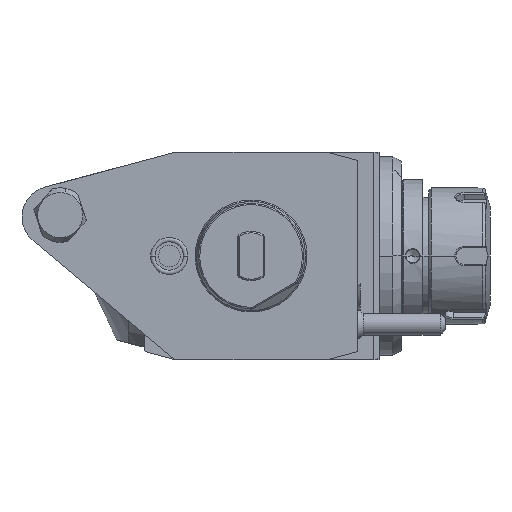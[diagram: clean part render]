
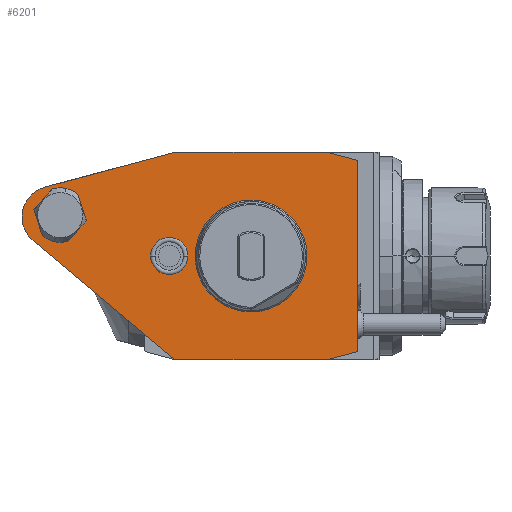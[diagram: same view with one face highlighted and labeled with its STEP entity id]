
A CAD part, front view. The second image highlights one B-rep face of the part: STEP entity #6201.
In plain terms, the highlighted planar face has unit normal (0, -1, 0).
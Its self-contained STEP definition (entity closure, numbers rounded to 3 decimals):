
#1=DIRECTION('',(-0.966,0.,-0.259));
#2=VECTOR('',#1,49.264);
#3=CARTESIAN_POINT('',(-28.,0.,38.));
#4=LINE('',#3,#2);
#5=DIRECTION('',(-1.,0.,0.));
#6=VECTOR('',#5,56.);
#7=CARTESIAN_POINT('',(28.,0.,38.));
#8=LINE('',#7,#6);
#9=DIRECTION('',(-0.966,0.,0.259));
#10=VECTOR('',#9,11.388);
#11=CARTESIAN_POINT('',(39.,0.,35.053));
#12=LINE('',#11,#10);
#13=DIRECTION('',(0.,0.,1.));
#14=VECTOR('',#13,70.105);
#15=CARTESIAN_POINT('',(39.,0.,-35.053));
#16=LINE('',#15,#14);
#17=DIRECTION('',(0.966,0.,0.259));
#18=VECTOR('',#17,11.388);
#19=CARTESIAN_POINT('',(28.,0.,-38.));
#20=LINE('',#19,#18);
#21=DIRECTION('',(1.,0.,0.));
#22=VECTOR('',#21,56.);
#23=CARTESIAN_POINT('',(-28.,0.,-38.));
#24=LINE('',#23,#22);
#25=DIRECTION('',(0.766,0.,-0.643));
#26=VECTOR('',#25,67.809);
#27=CARTESIAN_POINT('',(-79.945,0.,5.587));
#28=LINE('',#27,#26);
#29=CARTESIAN_POINT('',(-72.647,0.,14.283));
#30=DIRECTION('',(0.,-1.,0.));
#31=DIRECTION('',(-0.259,0.,0.966));
#32=AXIS2_PLACEMENT_3D('',#29,#30,#31);
#34=CARTESIAN_POINT('',(-30.,0.,0.));
#35=DIRECTION('',(0.,1.,0.));
#36=DIRECTION('',(-1.,0.,0.));
#37=AXIS2_PLACEMENT_3D('',#34,#35,#36);
#39=CARTESIAN_POINT('',(-30.,0.,0.));
#40=DIRECTION('',(0.,1.,0.));
#41=DIRECTION('',(1.,0.,0.));
#42=AXIS2_PLACEMENT_3D('',#39,#40,#41);
#4017=CARTESIAN_POINT('',(-70.,0.,15.));
#4018=DIRECTION('',(0.,-1.,0.));
#4019=DIRECTION('',(0.647,0.,0.763));
#4020=AXIS2_PLACEMENT_3D('',#4017,#4018,#4019);
#4040=DIRECTION('',(0.307,0.,-0.952));
#4041=VECTOR('',#4040,10.175);
#4042=CARTESIAN_POINT('',(-63.531,0.,22.626));
#4043=LINE('',#4042,#4041);
#4044=DIRECTION('',(-0.67,0.,-0.742));
#4045=VECTOR('',#4044,10.175);
#4046=CARTESIAN_POINT('',(-60.403,0.,12.943));
#4047=LINE('',#4046,#4045);
#4052=CARTESIAN_POINT('',(-70.,0.,15.));
#4053=DIRECTION('',(0.,-1.,0.));
#4054=DIRECTION('',(-0.647,0.,-0.763));
#4055=AXIS2_PLACEMENT_3D('',#4052,#4053,#4054);
#4075=DIRECTION('',(-0.307,0.,0.952));
#4076=VECTOR('',#4075,10.175);
#4077=CARTESIAN_POINT('',(-76.469,0.,7.374));
#4078=LINE('',#4077,#4076);
#4079=DIRECTION('',(0.67,0.,0.742));
#4080=VECTOR('',#4079,10.175);
#4081=CARTESIAN_POINT('',(-79.597,0.,17.057));
#4082=LINE('',#4081,#4080);
#4221=CARTESIAN_POINT('',(0.,0.,0.));
#4222=DIRECTION('',(0.,1.,0.));
#4223=DIRECTION('',(1.,0.,0.));
#4224=AXIS2_PLACEMENT_3D('',#4221,#4222,#4223);
#4226=CARTESIAN_POINT('',(0.,0.,0.));
#4227=DIRECTION('',(0.,1.,0.));
#4228=DIRECTION('',(-1.,0.,0.));
#4229=AXIS2_PLACEMENT_3D('',#4226,#4227,#4228);
#5617=CARTESIAN_POINT('',(-36.8,0.,0.));
#5618=CARTESIAN_POINT('',(-23.2,0.,0.));
#5619=VERTEX_POINT('',#5617);
#5620=VERTEX_POINT('',#5618);
#5997=CARTESIAN_POINT('',(-28.,0.,-38.));
#5998=CARTESIAN_POINT('',(28.,0.,-38.));
#5999=VERTEX_POINT('',#5997);
#6000=VERTEX_POINT('',#5998);
#6001=CARTESIAN_POINT('',(39.,0.,-35.053));
#6002=VERTEX_POINT('',#6001);
#6003=CARTESIAN_POINT('',(39.,0.,35.053));
#6004=VERTEX_POINT('',#6003);
#6005=CARTESIAN_POINT('',(28.,0.,38.));
#6006=VERTEX_POINT('',#6005);
#6007=CARTESIAN_POINT('',(-28.,0.,38.));
#6008=VERTEX_POINT('',#6007);
#6009=CARTESIAN_POINT('',(-75.585,0.,25.25));
#6010=VERTEX_POINT('',#6009);
#6011=CARTESIAN_POINT('',(-79.945,0.,
5.587));
#6012=VERTEX_POINT('',#6011);
#6033=CARTESIAN_POINT('',(19.853,0.,0.));
#6034=CARTESIAN_POINT('',(-19.853,0.,0.));
#6035=VERTEX_POINT('',#6033);
#6036=VERTEX_POINT('',#6034);
#6037=CARTESIAN_POINT('',(-63.531,0.,22.626));
#6038=CARTESIAN_POINT('',(-72.776,0.,24.607));
#6039=VERTEX_POINT('',#6037);
#6040=VERTEX_POINT('',#6038);
#6041=CARTESIAN_POINT('',(-76.469,0.,7.374));
#6042=CARTESIAN_POINT('',(-67.224,0.,5.393));
#6043=VERTEX_POINT('',#6041);
#6044=VERTEX_POINT('',#6042);
#6045=CARTESIAN_POINT('',(-79.597,0.,17.057));
#6046=VERTEX_POINT('',#6045);
#6047=CARTESIAN_POINT('',(-60.403,0.,12.943));
#6048=VERTEX_POINT('',#6047);
#6152=CARTESIAN_POINT('',(0.,0.,0.));
#6153=DIRECTION('',(0.,-1.,0.));
#6154=DIRECTION('',(-1.,0.,0.));
#6155=AXIS2_PLACEMENT_3D('',#6152,#6153,#6154);
#6156=PLANE('',#6155);
#6158=ORIENTED_EDGE('',*,*,#6157,.F.);
#6160=ORIENTED_EDGE('',*,*,#6159,.F.);
#6162=ORIENTED_EDGE('',*,*,#6161,.F.);
#6164=ORIENTED_EDGE('',*,*,#6163,.F.);
#6166=ORIENTED_EDGE('',*,*,#6165,.F.);
#6168=ORIENTED_EDGE('',*,*,#6167,.F.);
#6170=ORIENTED_EDGE('',*,*,#6169,.F.);
#6172=ORIENTED_EDGE('',*,*,#6171,.F.);
#6173=EDGE_LOOP('',(#6158,#6160,#6162,#6164,#6166,#6168,#6170,#6172));
#6174=FACE_OUTER_BOUND('',#6173,.F.);
#6176=ORIENTED_EDGE('',*,*,#6175,.T.);
#6178=ORIENTED_EDGE('',*,*,#6177,.F.);
#6180=ORIENTED_EDGE('',*,*,#6179,.F.);
#6182=ORIENTED_EDGE('',*,*,#6181,.T.);
#6184=ORIENTED_EDGE('',*,*,#6183,.F.);
#6186=ORIENTED_EDGE('',*,*,#6185,.F.);
#6187=EDGE_LOOP('',(#6176,#6178,#6180,#6182,#6184,#6186));
#6188=FACE_BOUND('',#6187,.F.);
#6190=ORIENTED_EDGE('',*,*,#6189,.F.);
#6192=ORIENTED_EDGE('',*,*,#6191,.F.);
#6193=EDGE_LOOP('',(#6190,#6192));
#6194=FACE_BOUND('',#6193,.F.);
#6196=ORIENTED_EDGE('',*,*,#6195,.F.);
#6198=ORIENTED_EDGE('',*,*,#6197,.F.);
#6199=EDGE_LOOP('',(#6196,#6198));
#6200=FACE_BOUND('',#6199,.F.);
#33=CIRCLE('',#32,11.353);
#38=CIRCLE('',#37,6.8);
#43=CIRCLE('',#42,6.8);
#4021=CIRCLE('',#4020,10.);
#4056=CIRCLE('',#4055,10.);
#4225=CIRCLE('',#4224,19.853);
#4230=CIRCLE('',#4229,19.853);
#6157=EDGE_CURVE('',#6008,#6010,#4,.T.);
#6159=EDGE_CURVE('',#6006,#6008,#8,.T.);
#6161=EDGE_CURVE('',#6004,#6006,#12,.T.);
#6163=EDGE_CURVE('',#6002,#6004,#16,.T.);
#6165=EDGE_CURVE('',#6000,#6002,#20,.T.);
#6167=EDGE_CURVE('',#5999,#6000,#24,.T.);
#6169=EDGE_CURVE('',#6012,#5999,#28,.T.);
#6171=EDGE_CURVE('',#6010,#6012,#33,.T.);
#6175=EDGE_CURVE('',#6039,#6040,#4021,.T.);
#6177=EDGE_CURVE('',#6046,#6040,#4082,.T.);
#6179=EDGE_CURVE('',#6043,#6046,#4078,.T.);
#6181=EDGE_CURVE('',#6043,#6044,#4056,.T.);
#6183=EDGE_CURVE('',#6048,#6044,#4047,.T.);
#6185=EDGE_CURVE('',#6039,#6048,#4043,.T.);
#6189=EDGE_CURVE('',#6035,#6036,#4225,.T.);
#6191=EDGE_CURVE('',#6036,#6035,#4230,.T.);
#6195=EDGE_CURVE('',#5619,#5620,#38,.T.);
#6197=EDGE_CURVE('',#5620,#5619,#43,.T.);
#6201=ADVANCED_FACE('',(#6174,#6188,#6194,#6200),#6156,.T.);
